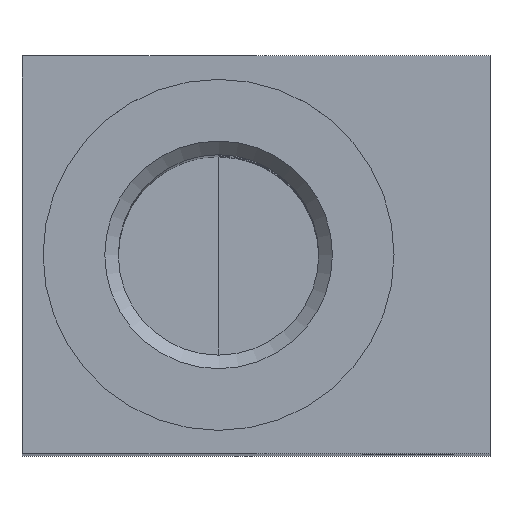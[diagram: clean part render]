
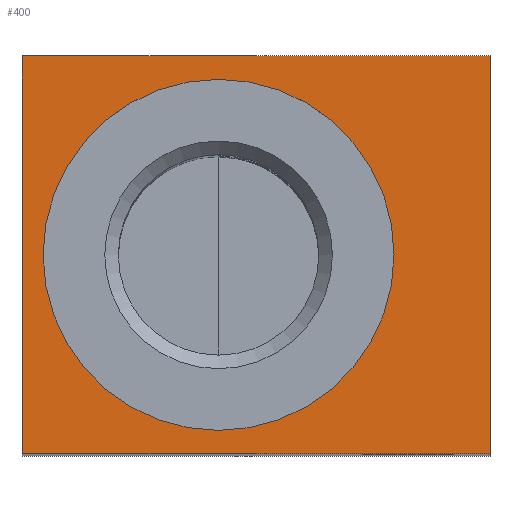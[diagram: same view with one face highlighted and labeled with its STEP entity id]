
A CAD part, top view. The second image highlights one B-rep face of the part: STEP entity #400.
In plain terms, the highlighted face is planar.
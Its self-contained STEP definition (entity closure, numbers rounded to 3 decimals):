
#34=PLANE('',#459);
#44=LINE('',#654,#60);
#48=LINE('',#669,#64);
#51=LINE('',#679,#67);
#54=LINE('',#685,#70);
#60=VECTOR('',#527,1000.);
#64=VECTOR('',#539,1000.);
#67=VECTOR('',#548,1000.);
#70=VECTOR('',#553,1000.);
#119=ORIENTED_EDGE('',*,*,#198,.T.);
#120=ORIENTED_EDGE('',*,*,#181,.F.);
#121=ORIENTED_EDGE('',*,*,#196,.F.);
#122=ORIENTED_EDGE('',*,*,#193,.F.);
#123=ORIENTED_EDGE('',*,*,#188,.F.);
#181=EDGE_CURVE('',#222,#223,#44,.T.);
#188=EDGE_CURVE('',#223,#229,#48,.T.);
#193=EDGE_CURVE('',#229,#233,#51,.T.);
#196=EDGE_CURVE('',#233,#222,#54,.T.);
#198=EDGE_CURVE('',#235,#235,#257,.T.);
#222=VERTEX_POINT('',#655);
#223=VERTEX_POINT('',#656);
#229=VERTEX_POINT('',#670);
#233=VERTEX_POINT('',#680);
#235=VERTEX_POINT('',#690);
#257=CIRCLE('',#460,7.5);
#287=EDGE_LOOP('',(#119));
#288=EDGE_LOOP('',(#120,#121,#122,#123));
#343=FACE_BOUND('',#287,.T.);
#344=FACE_BOUND('',#288,.T.);
#400=ADVANCED_FACE('',(#343,#344),#34,.F.);
#459=AXIS2_PLACEMENT_3D('',#688,#557,#558);
#460=AXIS2_PLACEMENT_3D('',#689,#559,#560);
#527=DIRECTION('',(0.,0.,1.));
#539=DIRECTION('',(0.,-1.,0.));
#548=DIRECTION('',(0.,0.,-1.));
#553=DIRECTION('',(0.,1.,0.));
#557=DIRECTION('',(1.,0.,0.));
#558=DIRECTION('',(0.,0.,-1.));
#559=DIRECTION('',(1.,0.,0.));
#560=DIRECTION('',(0.,0.,-1.));
#654=CARTESIAN_POINT('',(0.,17.,0.));
#655=CARTESIAN_POINT('',(0.,17.,0.));
#656=CARTESIAN_POINT('',(0.,17.,20.));
#669=CARTESIAN_POINT('',(0.,17.,20.));
#670=CARTESIAN_POINT('',(0.,0.,20.));
#679=CARTESIAN_POINT('',(0.,0.,20.));
#680=CARTESIAN_POINT('',(0.,0.,0.));
#685=CARTESIAN_POINT('',(0.,0.,0.));
#688=CARTESIAN_POINT('',(0.,0.,0.));
#689=CARTESIAN_POINT('',(0.,8.5,8.4));
#690=CARTESIAN_POINT('',(0.,8.5,0.9));
